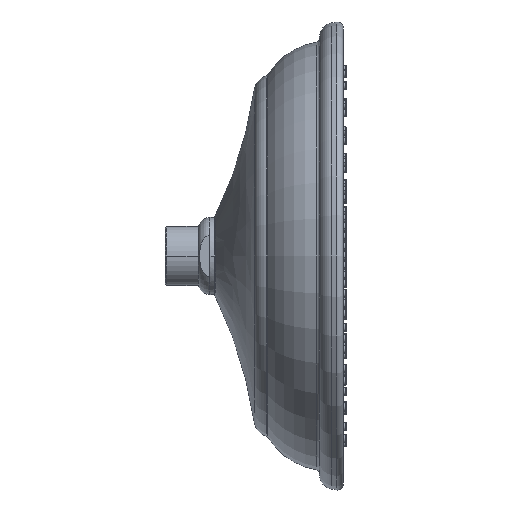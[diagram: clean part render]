
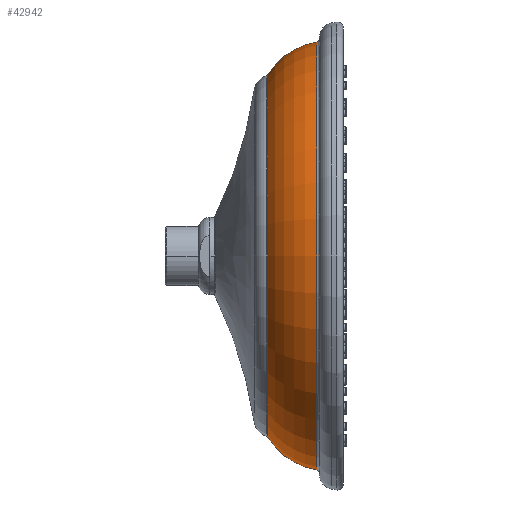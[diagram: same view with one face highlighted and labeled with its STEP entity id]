
A CAD part, left-side view. The second image highlights one B-rep face of the part: STEP entity #42942.
In plain terms, the highlighted toroidal (fillet/blend) face has major radius 61.635 mm and minor radius 30.48 mm.
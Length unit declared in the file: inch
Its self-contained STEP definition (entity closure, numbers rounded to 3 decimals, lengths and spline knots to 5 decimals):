
#270=CARTESIAN_POINT('',(0.,-1.73299,0.));
#271=DIRECTION('',(0.,-1.,0.));
#272=DIRECTION('',(0.,0.,1.));
#273=AXIS2_PLACEMENT_3D('',#270,#271,#272);
#275=CARTESIAN_POINT('',(0.,-2.75134,2.42658));
#276=DIRECTION('',(-1.,0.,0.));
#277=DIRECTION('',(0.,0.157,0.988));
#278=AXIS2_PLACEMENT_3D('',#275,#276,#277);
#280=CARTESIAN_POINT('',(0.,-2.56237,0.));
#281=DIRECTION('',(0.,-1.,0.));
#282=DIRECTION('',(0.,0.,1.));
#283=AXIS2_PLACEMENT_3D('',#280,#281,#282);
#285=CARTESIAN_POINT('',(0.,-2.75134,-2.42658));
#286=DIRECTION('',(1.,0.,0.));
#287=DIRECTION('',(0.,0.157,-0.988));
#288=AXIS2_PLACEMENT_3D('',#285,#286,#287);
#39124=CARTESIAN_POINT('',(0.,-2.56237,-3.61161));
#39125=CARTESIAN_POINT('',(0.,-2.56237,3.61161));
#39126=VERTEX_POINT('',#39124);
#39127=VERTEX_POINT('',#39125);
#39136=CARTESIAN_POINT('',(0.,-1.73299,3.06138));
#39137=CARTESIAN_POINT('',(0.,-1.73299,-3.06138));
#39138=VERTEX_POINT('',#39136);
#39139=VERTEX_POINT('',#39137);
#42928=CARTESIAN_POINT('',(0.,-2.75134,0.));
#42929=DIRECTION('',(0.,-1.,0.));
#42930=DIRECTION('',(0.,0.,1.));
#42931=AXIS2_PLACEMENT_3D('',#42928,#42929,#42930);
#42932=TOROIDAL_SURFACE('',#42931,2.42658,1.2);
#42933=ORIENTED_EDGE('',*,*,#42910,.F.);
#42935=ORIENTED_EDGE('',*,*,#42934,.F.);
#42937=ORIENTED_EDGE('',*,*,#42936,.T.);
#42939=ORIENTED_EDGE('',*,*,#42938,.T.);
#42940=EDGE_LOOP('',(#42933,#42935,#42937,#42939));
#42941=FACE_OUTER_BOUND('',#42940,.F.);
#42942=ADVANCED_FACE('',(#42941),#42932,.T.);
#274=CIRCLE('',#273,3.06138);
#279=CIRCLE('',#278,1.2);
#284=CIRCLE('',#283,3.61161);
#289=CIRCLE('',#288,1.2);
#42910=EDGE_CURVE('',#39138,#39139,#274,.T.);
#42934=EDGE_CURVE('',#39127,#39138,#279,.T.);
#42936=EDGE_CURVE('',#39127,#39126,#284,.T.);
#42938=EDGE_CURVE('',#39126,#39139,#289,.T.);
